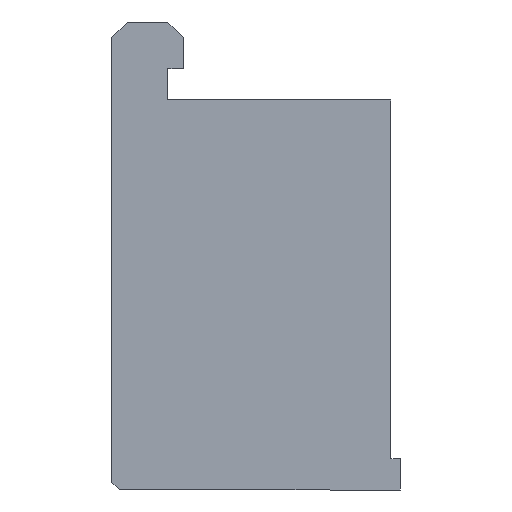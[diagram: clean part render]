
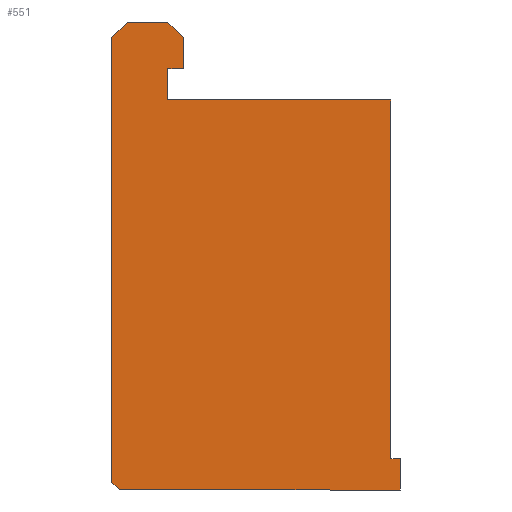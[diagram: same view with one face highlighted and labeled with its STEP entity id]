
A CAD part, left-side view. The second image highlights one B-rep face of the part: STEP entity #551.
In plain terms, the highlighted planar face has unit normal (-1, 0, 0).
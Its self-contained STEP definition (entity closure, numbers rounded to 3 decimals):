
#2 = CARTESIAN_POINT ( 'NONE',  ( -37.5, 18.5, 14. ) ) ;
#12 = CARTESIAN_POINT ( 'NONE',  ( -37.5, 0., 0. ) ) ;
#14 = EDGE_CURVE ( 'NONE', #199, #525, #171, .T. ) ;
#19 = EDGE_LOOP ( 'NONE', ( #412, #841, #572, #697, #333, #338, #147, #870, #664, #493, #592, #209, #634 ) ) ;
#30 = CARTESIAN_POINT ( 'NONE',  ( -37.5, 0.6, -13. ) ) ;
#35 = FACE_OUTER_BOUND ( 'NONE', #19, .T. ) ;
#40 = CARTESIAN_POINT ( 'NONE',  ( -37.5, 0., 15. ) ) ;
#45 = LINE ( 'NONE', #2, #290 ) ;
#48 = CARTESIAN_POINT ( 'NONE',  ( -37.5, 18.5, -14.5 ) ) ;
#61 = DIRECTION ( 'NONE',  ( 0., 0., -1. ) ) ;
#68 = LINE ( 'NONE', #895, #223 ) ;
#74 = CARTESIAN_POINT ( 'NONE',  ( -37.5, 13.9, 12. ) ) ;
#92 = CARTESIAN_POINT ( 'NONE',  ( -37.5, 14.9, 12. ) ) ;
#112 = EDGE_CURVE ( 'NONE', #787, #154, #68, .T. ) ;
#132 = AXIS2_PLACEMENT_3D ( 'NONE', #12, #878, #508 ) ;
#136 = VECTOR ( 'NONE', #782, 1000. ) ;
#141 = CARTESIAN_POINT ( 'NONE',  ( -37.5, 14.9, 10. ) ) ;
#144 = DIRECTION ( 'NONE',  ( 0., 0., -1. ) ) ;
#147 = ORIENTED_EDGE ( 'NONE', *, *, #931, .T. ) ;
#154 = VERTEX_POINT ( 'NONE', #30 ) ;
#171 = LINE ( 'NONE', #281, #845 ) ;
#185 = DIRECTION ( 'NONE',  ( 0., -1., 0. ) ) ;
#199 = VERTEX_POINT ( 'NONE', #92 ) ;
#202 = CARTESIAN_POINT ( 'NONE',  ( -37.5, 17.5, 15. ) ) ;
#209 = ORIENTED_EDGE ( 'NONE', *, *, #879, .F. ) ;
#218 = VECTOR ( 'NONE', #400, 1000. ) ;
#223 = VECTOR ( 'NONE', #822, 1000. ) ;
#233 = VECTOR ( 'NONE', #701, 1000. ) ;
#238 = VECTOR ( 'NONE', #61, 1000. ) ;
#244 = VECTOR ( 'NONE', #463, 1000. ) ;
#247 = VERTEX_POINT ( 'NONE', #330 ) ;
#254 = CARTESIAN_POINT ( 'NONE',  ( -37.5, 0., -15. ) ) ;
#260 = CARTESIAN_POINT ( 'NONE',  ( -37.5, 0.6, 0. ) ) ;
#262 = EDGE_CURVE ( 'NONE', #525, #599, #276, .T. ) ;
#275 = LINE ( 'NONE', #755, #244 ) ;
#276 = LINE ( 'NONE', #552, #366 ) ;
#278 = EDGE_CURVE ( 'NONE', #699, #858, #875, .T. ) ;
#281 = CARTESIAN_POINT ( 'NONE',  ( -37.5, 14.9, 0. ) ) ;
#283 = EDGE_CURVE ( 'NONE', #599, #154, #690, .T. ) ;
#284 = LINE ( 'NONE', #630, #916 ) ;
#290 = VECTOR ( 'NONE', #666, 1000. ) ;
#304 = EDGE_CURVE ( 'NONE', #247, #538, #930, .T. ) ;
#328 = LINE ( 'NONE', #408, #136 ) ;
#330 = CARTESIAN_POINT ( 'NONE',  ( -37.5, 13.9, 14. ) ) ;
#332 = DIRECTION ( 'NONE',  ( 0., 0., -1. ) ) ;
#333 = ORIENTED_EDGE ( 'NONE', *, *, #834, .T. ) ;
#334 = VECTOR ( 'NONE', #332, 1000. ) ;
#338 = ORIENTED_EDGE ( 'NONE', *, *, #304, .F. ) ;
#366 = VECTOR ( 'NONE', #185, 1000. ) ;
#373 = PLANE ( 'NONE',  #132 ) ;
#400 = DIRECTION ( 'NONE',  ( 0., 0., -1. ) ) ;
#408 = CARTESIAN_POINT ( 'NONE',  ( -37.5, 18., -15. ) ) ;
#412 = ORIENTED_EDGE ( 'NONE', *, *, #112, .T. ) ;
#428 = CARTESIAN_POINT ( 'NONE',  ( -37.5, 0., 0. ) ) ;
#437 = CARTESIAN_POINT ( 'NONE',  ( -37.5, 0.6, 10. ) ) ;
#462 = CARTESIAN_POINT ( 'NONE',  ( -37.5, 18.5, 15. ) ) ;
#463 = DIRECTION ( 'NONE',  ( 0., 1., 0. ) ) ;
#467 = VECTOR ( 'NONE', #535, 1000. ) ;
#475 = CARTESIAN_POINT ( 'NONE',  ( -37.5, 18., -15. ) ) ;
#493 = ORIENTED_EDGE ( 'NONE', *, *, #857, .T. ) ;
#505 = EDGE_CURVE ( 'NONE', #787, #919, #921, .T. ) ;
#508 = DIRECTION ( 'NONE',  ( 0., 0., -1. ) ) ;
#525 = VERTEX_POINT ( 'NONE', #141 ) ;
#535 = DIRECTION ( 'NONE',  ( 0., -1., 0. ) ) ;
#538 = VERTEX_POINT ( 'NONE', #74 ) ;
#551 = ADVANCED_FACE ( 'NONE', ( #35 ), #373, .F. ) ;
#552 = CARTESIAN_POINT ( 'NONE',  ( -37.5, 0., 10. ) ) ;
#556 = CARTESIAN_POINT ( 'NONE',  ( -37.5, 13.9, 12. ) ) ;
#572 = ORIENTED_EDGE ( 'NONE', *, *, #262, .F. ) ;
#592 = ORIENTED_EDGE ( 'NONE', *, *, #695, .F. ) ;
#597 = EDGE_CURVE ( 'NONE', #855, #699, #45, .T. ) ;
#599 = VERTEX_POINT ( 'NONE', #437 ) ;
#622 = DIRECTION ( 'NONE',  ( 0., 0., -1. ) ) ;
#630 = CARTESIAN_POINT ( 'NONE',  ( -37.5, 14.9, 15. ) ) ;
#634 = ORIENTED_EDGE ( 'NONE', *, *, #505, .F. ) ;
#635 = CARTESIAN_POINT ( 'NONE',  ( -37.5, 18.5, 14. ) ) ;
#639 = LINE ( 'NONE', #556, #233 ) ;
#664 = ORIENTED_EDGE ( 'NONE', *, *, #597, .F. ) ;
#665 = LINE ( 'NONE', #462, #334 ) ;
#666 = DIRECTION ( 'NONE',  ( 0., -0.707, 0.707 ) ) ;
#680 = VERTEX_POINT ( 'NONE', #48 ) ;
#690 = LINE ( 'NONE', #260, #836 ) ;
#694 = CARTESIAN_POINT ( 'NONE',  ( -37.5, 13.9, 0. ) ) ;
#695 = EDGE_CURVE ( 'NONE', #791, #680, #328, .T. ) ;
#697 = ORIENTED_EDGE ( 'NONE', *, *, #14, .F. ) ;
#699 = VERTEX_POINT ( 'NONE', #202 ) ;
#701 = DIRECTION ( 'NONE',  ( 0., -1., 0. ) ) ;
#755 = CARTESIAN_POINT ( 'NONE',  ( -37.5, 0., -15. ) ) ;
#767 = CARTESIAN_POINT ( 'NONE',  ( -37.5, 14.9, 15. ) ) ;
#782 = DIRECTION ( 'NONE',  ( 0., 0.707, 0.707 ) ) ;
#787 = VERTEX_POINT ( 'NONE', #907 ) ;
#791 = VERTEX_POINT ( 'NONE', #475 ) ;
#822 = DIRECTION ( 'NONE',  ( 0., 1., 0. ) ) ;
#834 = EDGE_CURVE ( 'NONE', #199, #538, #639, .T. ) ;
#836 = VECTOR ( 'NONE', #622, 1000. ) ;
#841 = ORIENTED_EDGE ( 'NONE', *, *, #283, .F. ) ;
#845 = VECTOR ( 'NONE', #144, 1000. ) ;
#855 = VERTEX_POINT ( 'NONE', #635 ) ;
#857 = EDGE_CURVE ( 'NONE', #855, #680, #665, .T. ) ;
#858 = VERTEX_POINT ( 'NONE', #767 ) ;
#870 = ORIENTED_EDGE ( 'NONE', *, *, #278, .F. ) ;
#875 = LINE ( 'NONE', #40, #467 ) ;
#878 = DIRECTION ( 'NONE',  ( 1., 0., 0. ) ) ;
#879 = EDGE_CURVE ( 'NONE', #919, #791, #275, .T. ) ;
#895 = CARTESIAN_POINT ( 'NONE',  ( -37.5, 0.6, -13. ) ) ;
#907 = CARTESIAN_POINT ( 'NONE',  ( -37.5, 0., -13. ) ) ;
#910 = DIRECTION ( 'NONE',  ( 0., 0.707, 0.707 ) ) ;
#916 = VECTOR ( 'NONE', #910, 1000. ) ;
#919 = VERTEX_POINT ( 'NONE', #254 ) ;
#921 = LINE ( 'NONE', #428, #238 ) ;
#930 = LINE ( 'NONE', #694, #218 ) ;
#931 = EDGE_CURVE ( 'NONE', #247, #858, #284, .T. ) ;
